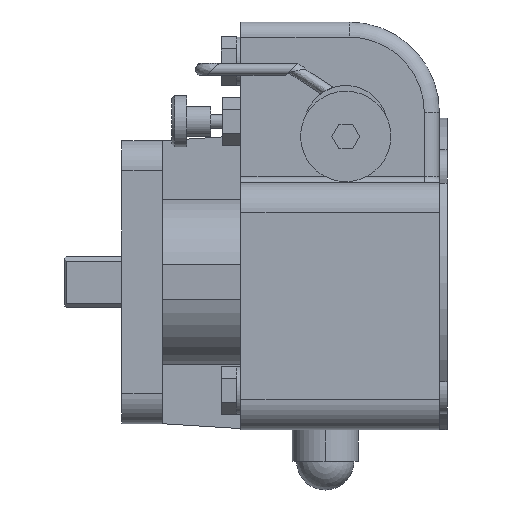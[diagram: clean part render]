
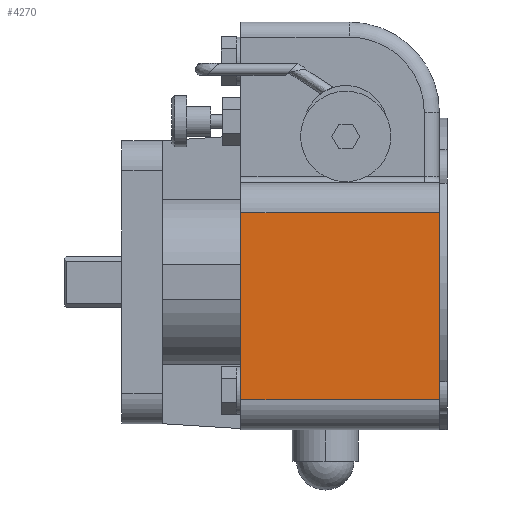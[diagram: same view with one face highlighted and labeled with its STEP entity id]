
A CAD part, left-side view. The second image highlights one B-rep face of the part: STEP entity #4270.
In plain terms, the highlighted planar face has unit normal (-1, 0, 0).
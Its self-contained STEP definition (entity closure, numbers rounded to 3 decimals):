
#152 = LINE ( 'NONE', #12155, #9615 ) ;
#393 = PLANE ( 'NONE',  #13172 ) ;
#735 = CARTESIAN_POINT ( 'NONE',  ( -62.6, 90.5, -39. ) ) ;
#815 = EDGE_CURVE ( 'NONE', #10443, #3622, #2453, .T. ) ;
#1353 = CARTESIAN_POINT ( 'NONE',  ( -62.6, 90.5, 23. ) ) ;
#1376 = DIRECTION ( 'NONE',  ( -1., 0., 0. ) ) ;
#2453 = LINE ( 'NONE', #5746, #5080 ) ;
#2945 = ORIENTED_EDGE ( 'NONE', *, *, #8802, .F. ) ;
#3562 = LINE ( 'NONE', #1353, #4898 ) ;
#3622 = VERTEX_POINT ( 'NONE', #4029 ) ;
#4029 = CARTESIAN_POINT ( 'NONE',  ( -62.6, 24.6, -39. ) ) ;
#4139 = CARTESIAN_POINT ( 'NONE',  ( -62.6, 90.5, 23. ) ) ;
#4270 = ADVANCED_FACE ( 'NONE', ( #6866 ), #393, .T. ) ;
#4520 = CARTESIAN_POINT ( 'NONE',  ( -62.6, -265.213, -49. ) ) ;
#4566 = VECTOR ( 'NONE', #5187, 1000. ) ;
#4736 = DIRECTION ( 'NONE',  ( 0., 0., 1. ) ) ;
#4777 = ORIENTED_EDGE ( 'NONE', *, *, #12886, .F. ) ;
#4898 = VECTOR ( 'NONE', #6626, 1000. ) ;
#5080 = VECTOR ( 'NONE', #5888, 1000. ) ;
#5111 = LINE ( 'NONE', #9570, #4566 ) ;
#5187 = DIRECTION ( 'NONE',  ( 0., 0., 1. ) ) ;
#5707 = EDGE_CURVE ( 'NONE', #9895, #9210, #3562, .T. ) ;
#5746 = CARTESIAN_POINT ( 'NONE',  ( -62.6, 24.6, -39. ) ) ;
#5888 = DIRECTION ( 'NONE',  ( 0., -1., 0. ) ) ;
#6626 = DIRECTION ( 'NONE',  ( 0., 1., 0. ) ) ;
#6866 = FACE_OUTER_BOUND ( 'NONE', #12940, .T. ) ;
#7353 = ORIENTED_EDGE ( 'NONE', *, *, #5707, .T. ) ;
#8802 = EDGE_CURVE ( 'NONE', #10443, #9210, #5111, .T. ) ;
#8823 = CARTESIAN_POINT ( 'NONE',  ( -62.6, 24.6, 23. ) ) ;
#9006 = DIRECTION ( 'NONE',  ( 0., 0., -1. ) ) ;
#9210 = VERTEX_POINT ( 'NONE', #4139 ) ;
#9570 = CARTESIAN_POINT ( 'NONE',  ( -62.6, 90.5, -49. ) ) ;
#9615 = VECTOR ( 'NONE', #9006, 1000. ) ;
#9895 = VERTEX_POINT ( 'NONE', #8823 ) ;
#10443 = VERTEX_POINT ( 'NONE', #735 ) ;
#11830 = ORIENTED_EDGE ( 'NONE', *, *, #815, .T. ) ;
#12155 = CARTESIAN_POINT ( 'NONE',  ( -62.6, 24.6, -49. ) ) ;
#12886 = EDGE_CURVE ( 'NONE', #9895, #3622, #152, .T. ) ;
#12940 = EDGE_LOOP ( 'NONE', ( #4777, #7353, #2945, #11830 ) ) ;
#13172 = AXIS2_PLACEMENT_3D ( 'NONE', #4520, #1376, #4736 ) ;
